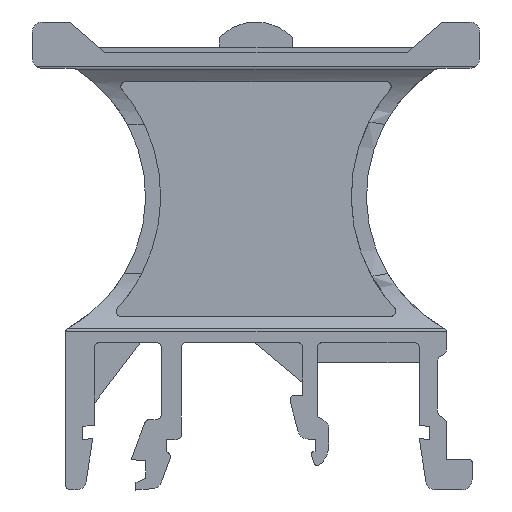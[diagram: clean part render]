
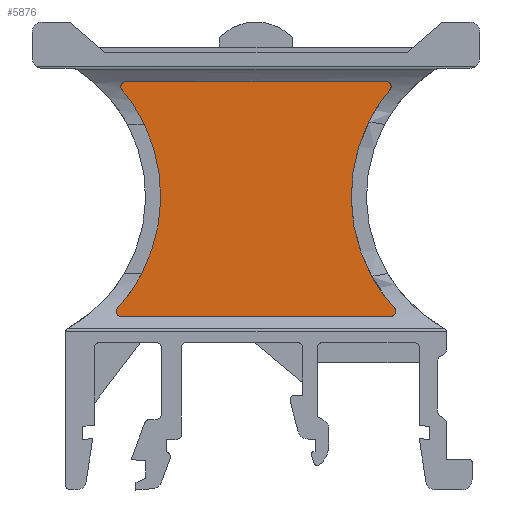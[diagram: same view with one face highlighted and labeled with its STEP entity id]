
A CAD part, front view. The second image highlights one B-rep face of the part: STEP entity #5876.
In plain terms, the highlighted face is planar.
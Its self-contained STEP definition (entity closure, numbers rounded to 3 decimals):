
#3 = DIRECTION ( 'NONE',  ( 0., 1., 0. ) ) ;
#24 = VERTEX_POINT ( 'NONE', #1028 ) ;
#57 = ORIENTED_EDGE ( 'NONE', *, *, #1558, .T. ) ;
#62 = CIRCLE ( 'NONE', #1458, 0.5 ) ;
#72 = CARTESIAN_POINT ( 'NONE',  ( 4., -3.822, 11.414 ) ) ;
#73 = CARTESIAN_POINT ( 'NONE',  ( 4., -17.199, 22.57 ) ) ;
#85 = AXIS2_PLACEMENT_3D ( 'NONE', #5275, #5709, #3150 ) ;
#100 = CARTESIAN_POINT ( 'NONE',  ( 4., -3.822, 10.914 ) ) ;
#115 = CARTESIAN_POINT ( 'NONE',  ( 4., -30.111, 33.726 ) ) ;
#128 = DIRECTION ( 'NONE',  ( 0., 1., 0. ) ) ;
#146 = EDGE_CURVE ( 'NONE', #5942, #4213, #5193, .T. ) ;
#171 = AXIS2_PLACEMENT_3D ( 'NONE', #1273, #2826, #3308 ) ;
#288 = ORIENTED_EDGE ( 'NONE', *, *, #1223, .F. ) ;
#358 = DIRECTION ( 'NONE',  ( 0., 1., 0. ) ) ;
#541 = CIRCLE ( 'NONE', #5798, 0.5 ) ;
#583 = CARTESIAN_POINT ( 'NONE',  ( 4., -6.122, 29.965 ) ) ;
#615 = VERTEX_POINT ( 'NONE', #5187 ) ;
#876 = DIRECTION ( 'NONE',  ( 0., 1., 0. ) ) ;
#916 = CARTESIAN_POINT ( 'NONE',  ( 4., -5.426, 14.407 ) ) ;
#934 = CARTESIAN_POINT ( 'NONE',  ( 4., -43.182, 22.794 ) ) ;
#1028 = CARTESIAN_POINT ( 'NONE',  ( 4., -3.453, 11.751 ) ) ;
#1052 = VECTOR ( 'NONE', #128, 1000. ) ;
#1074 = DIRECTION ( 'NONE',  ( 0., -1., 0. ) ) ;
#1088 = ORIENTED_EDGE ( 'NONE', *, *, #1680, .F. ) ;
#1127 = AXIS2_PLACEMENT_3D ( 'NONE', #73, #3016, #4638 ) ;
#1157 = CIRCLE ( 'NONE', #85, 16.469 ) ;
#1223 = EDGE_CURVE ( 'NONE', #3368, #5942, #5933, .T. ) ;
#1248 = ORIENTED_EDGE ( 'NONE', *, *, #4561, .F. ) ;
#1267 = LINE ( 'NONE', #5360, #6583 ) ;
#1273 = CARTESIAN_POINT ( 'NONE',  ( 4., -3.822, 11.414 ) ) ;
#1300 = CARTESIAN_POINT ( 'NONE',  ( 4., -28.544, 15.175 ) ) ;
#1323 = DIRECTION ( 'NONE',  ( 0., 0.455, -0.891 ) ) ;
#1344 = CIRCLE ( 'NONE', #171, 0.5 ) ;
#1351 = CARTESIAN_POINT ( 'NONE',  ( 4., -5.856, 15.175 ) ) ;
#1375 = VERTEX_POINT ( 'NONE', #916 ) ;
#1395 = VERTEX_POINT ( 'NONE', #4473 ) ;
#1448 = AXIS2_PLACEMENT_3D ( 'NONE', #934, #5163, #2976 ) ;
#1458 = AXIS2_PLACEMENT_3D ( 'NONE', #5717, #2682, #6223 ) ;
#1498 = DIRECTION ( 'NONE',  ( 1., 0., 0. ) ) ;
#1511 = CARTESIAN_POINT ( 'NONE',  ( 4., 8.724, 22.835 ) ) ;
#1558 = EDGE_CURVE ( 'NONE', #6196, #4352, #62, .T. ) ;
#1643 = VERTEX_POINT ( 'NONE', #583 ) ;
#1680 = EDGE_CURVE ( 'NONE', #6196, #615, #3148, .T. ) ;
#1689 = ORIENTED_EDGE ( 'NONE', *, *, #2540, .F. ) ;
#1806 = CARTESIAN_POINT ( 'NONE',  ( 4., -28.278, 29.965 ) ) ;
#1812 = EDGE_CURVE ( 'NONE', #4966, #3368, #5042, .T. ) ;
#1821 = CARTESIAN_POINT ( 'NONE',  ( 4., -28.974, 14.407 ) ) ;
#1870 = CIRCLE ( 'NONE', #1448, 16.54 ) ;
#1980 = AXIS2_PLACEMENT_3D ( 'NONE', #6248, #2221, #3151 ) ;
#2080 = EDGE_CURVE ( 'NONE', #3340, #2551, #1267, .T. ) ;
#2122 = DIRECTION ( 'NONE',  ( 1., 0., 0. ) ) ;
#2221 = DIRECTION ( 'NONE',  ( -1., 0., 0. ) ) ;
#2348 = CARTESIAN_POINT ( 'NONE',  ( 4., 8.724, 22.835 ) ) ;
#2497 = CARTESIAN_POINT ( 'NONE',  ( 4., -4.289, 34.226 ) ) ;
#2540 = EDGE_CURVE ( 'NONE', #6135, #24, #1344, .T. ) ;
#2551 = VERTEX_POINT ( 'NONE', #1806 ) ;
#2556 = CARTESIAN_POINT ( 'NONE',  ( 4., 8.728, 22.838 ) ) ;
#2570 = DIRECTION ( 'NONE',  ( -1., 0., 0. ) ) ;
#2591 = CARTESIAN_POINT ( 'NONE',  ( 4., -17.199, 10.915 ) ) ;
#2682 = DIRECTION ( 'NONE',  ( -1., 0., 0. ) ) ;
#2684 = DIRECTION ( 'NONE',  ( -1., 0., 0. ) ) ;
#2708 = AXIS2_PLACEMENT_3D ( 'NONE', #4054, #1498, #5952 ) ;
#2826 = DIRECTION ( 'NONE',  ( 1., 0., 0. ) ) ;
#2835 = DIRECTION ( 'NONE',  ( 0., 1., 0. ) ) ;
#2864 = CARTESIAN_POINT ( 'NONE',  ( 4., -3.906, 33.405 ) ) ;
#2938 = AXIS2_PLACEMENT_3D ( 'NONE', #2348, #6439, #876 ) ;
#2976 = DIRECTION ( 'NONE',  ( 0., 1., 0. ) ) ;
#2994 = EDGE_CURVE ( 'NONE', #4213, #6135, #541, .T. ) ;
#3010 = EDGE_CURVE ( 'NONE', #2551, #4244, #1157, .T. ) ;
#3016 = DIRECTION ( 'NONE',  ( 1., 0., 0. ) ) ;
#3044 = CARTESIAN_POINT ( 'NONE',  ( 4., -30.945, 11.75 ) ) ;
#3120 = CARTESIAN_POINT ( 'NONE',  ( 4., -30.576, 10.915 ) ) ;
#3148 = LINE ( 'NONE', #4127, #4683 ) ;
#3150 = DIRECTION ( 'NONE',  ( 0., 1., 0. ) ) ;
#3151 = DIRECTION ( 'NONE',  ( 0., 1., 0. ) ) ;
#3257 = ORIENTED_EDGE ( 'NONE', *, *, #146, .F. ) ;
#3308 = DIRECTION ( 'NONE',  ( 0., 1., 0. ) ) ;
#3340 = VERTEX_POINT ( 'NONE', #4454 ) ;
#3368 = VERTEX_POINT ( 'NONE', #3044 ) ;
#3414 = CARTESIAN_POINT ( 'NONE',  ( 4., 8.584, 22.75 ) ) ;
#3512 = AXIS2_PLACEMENT_3D ( 'NONE', #3414, #4868, #2835 ) ;
#3626 = AXIS2_PLACEMENT_3D ( 'NONE', #6532, #5934, #358 ) ;
#3941 = EDGE_CURVE ( 'NONE', #24, #1375, #6399, .T. ) ;
#4009 = CIRCLE ( 'NONE', #2938, 16.469 ) ;
#4017 = CIRCLE ( 'NONE', #1980, 16.474 ) ;
#4054 = CARTESIAN_POINT ( 'NONE',  ( 4., -30.576, 11.414 ) ) ;
#4064 = ORIENTED_EDGE ( 'NONE', *, *, #6208, .F. ) ;
#4127 = CARTESIAN_POINT ( 'NONE',  ( 4., -17.2, 34.226 ) ) ;
#4166 = DIRECTION ( 'NONE',  ( 0., 1., 0. ) ) ;
#4213 = VERTEX_POINT ( 'NONE', #100 ) ;
#4244 = VERTEX_POINT ( 'NONE', #1300 ) ;
#4341 = AXIS2_PLACEMENT_3D ( 'NONE', #1511, #2570, #3 ) ;
#4352 = VERTEX_POINT ( 'NONE', #2864 ) ;
#4447 = AXIS2_PLACEMENT_3D ( 'NONE', #115, #2684, #4749 ) ;
#4454 = CARTESIAN_POINT ( 'NONE',  ( 4., -28.643, 30.68 ) ) ;
#4473 = CARTESIAN_POINT ( 'NONE',  ( 4., -30.494, 33.405 ) ) ;
#4561 = EDGE_CURVE ( 'NONE', #1375, #6456, #5228, .T. ) ;
#4621 = DIRECTION ( 'NONE',  ( 0., 1., 0. ) ) ;
#4638 = DIRECTION ( 'NONE',  ( 0., 0., -1. ) ) ;
#4683 = VECTOR ( 'NONE', #1074, 1000. ) ;
#4705 = ORIENTED_EDGE ( 'NONE', *, *, #2080, .F. ) ;
#4749 = DIRECTION ( 'NONE',  ( 0., 1., 0. ) ) ;
#4781 = CIRCLE ( 'NONE', #4447, 0.5 ) ;
#4825 = ORIENTED_EDGE ( 'NONE', *, *, #3941, .F. ) ;
#4868 = DIRECTION ( 'NONE',  ( -1., 0., 0. ) ) ;
#4932 = CARTESIAN_POINT ( 'NONE',  ( 4., -3.453, 11.751 ) ) ;
#4966 = VERTEX_POINT ( 'NONE', #1821 ) ;
#5042 = CIRCLE ( 'NONE', #3626, 16.491 ) ;
#5098 = ORIENTED_EDGE ( 'NONE', *, *, #1812, .F. ) ;
#5163 = DIRECTION ( 'NONE',  ( -1., 0., 0. ) ) ;
#5187 = CARTESIAN_POINT ( 'NONE',  ( 4., -30.111, 34.226 ) ) ;
#5193 = LINE ( 'NONE', #2591, #1052 ) ;
#5228 = CIRCLE ( 'NONE', #6086, 16.474 ) ;
#5275 = CARTESIAN_POINT ( 'NONE',  ( 4., -43.124, 22.835 ) ) ;
#5360 = CARTESIAN_POINT ( 'NONE',  ( 4., -28.46, 30.322 ) ) ;
#5382 = ORIENTED_EDGE ( 'NONE', *, *, #6020, .F. ) ;
#5443 = ORIENTED_EDGE ( 'NONE', *, *, #3010, .F. ) ;
#5574 = EDGE_LOOP ( 'NONE', ( #5098, #5382, #5443, #4705, #4064, #5670, #1088, #57, #6336, #6355, #1248, #4825, #1689, #6375, #3257, #288 ) ) ;
#5607 = FACE_OUTER_BOUND ( 'NONE', #5574, .T. ) ;
#5670 = ORIENTED_EDGE ( 'NONE', *, *, #5678, .T. ) ;
#5678 = EDGE_CURVE ( 'NONE', #1395, #615, #4781, .T. ) ;
#5709 = DIRECTION ( 'NONE',  ( -1., 0., 0. ) ) ;
#5717 = CARTESIAN_POINT ( 'NONE',  ( 4., -4.289, 33.726 ) ) ;
#5726 = DIRECTION ( 'NONE',  ( -1., 0., 0. ) ) ;
#5798 = AXIS2_PLACEMENT_3D ( 'NONE', #72, #2122, #4166 ) ;
#5842 = EDGE_CURVE ( 'NONE', #1643, #4352, #4009, .T. ) ;
#5876 = ADVANCED_FACE ( 'NONE', ( #5607 ), #6183, .F. ) ;
#5933 = CIRCLE ( 'NONE', #2708, 0.499 ) ;
#5934 = DIRECTION ( 'NONE',  ( -1., 0., 0. ) ) ;
#5942 = VERTEX_POINT ( 'NONE', #3120 ) ;
#5943 = EDGE_CURVE ( 'NONE', #6456, #1643, #6585, .T. ) ;
#5952 = DIRECTION ( 'NONE',  ( 0., 1., 0. ) ) ;
#6020 = EDGE_CURVE ( 'NONE', #4244, #4966, #4017, .T. ) ;
#6086 = AXIS2_PLACEMENT_3D ( 'NONE', #2556, #5726, #4621 ) ;
#6135 = VERTEX_POINT ( 'NONE', #4932 ) ;
#6183 = PLANE ( 'NONE',  #1127 ) ;
#6196 = VERTEX_POINT ( 'NONE', #2497 ) ;
#6208 = EDGE_CURVE ( 'NONE', #1395, #3340, #1870, .T. ) ;
#6223 = DIRECTION ( 'NONE',  ( 0., 1., 0. ) ) ;
#6248 = CARTESIAN_POINT ( 'NONE',  ( 4., -43.128, 22.838 ) ) ;
#6336 = ORIENTED_EDGE ( 'NONE', *, *, #5842, .F. ) ;
#6355 = ORIENTED_EDGE ( 'NONE', *, *, #5943, .F. ) ;
#6375 = ORIENTED_EDGE ( 'NONE', *, *, #2994, .F. ) ;
#6399 = CIRCLE ( 'NONE', #3512, 16.305 ) ;
#6439 = DIRECTION ( 'NONE',  ( -1., 0., 0. ) ) ;
#6456 = VERTEX_POINT ( 'NONE', #1351 ) ;
#6532 = CARTESIAN_POINT ( 'NONE',  ( 4., -43.137, 22.855 ) ) ;
#6583 = VECTOR ( 'NONE', #1323, 1000. ) ;
#6585 = CIRCLE ( 'NONE', #4341, 16.469 ) ;
